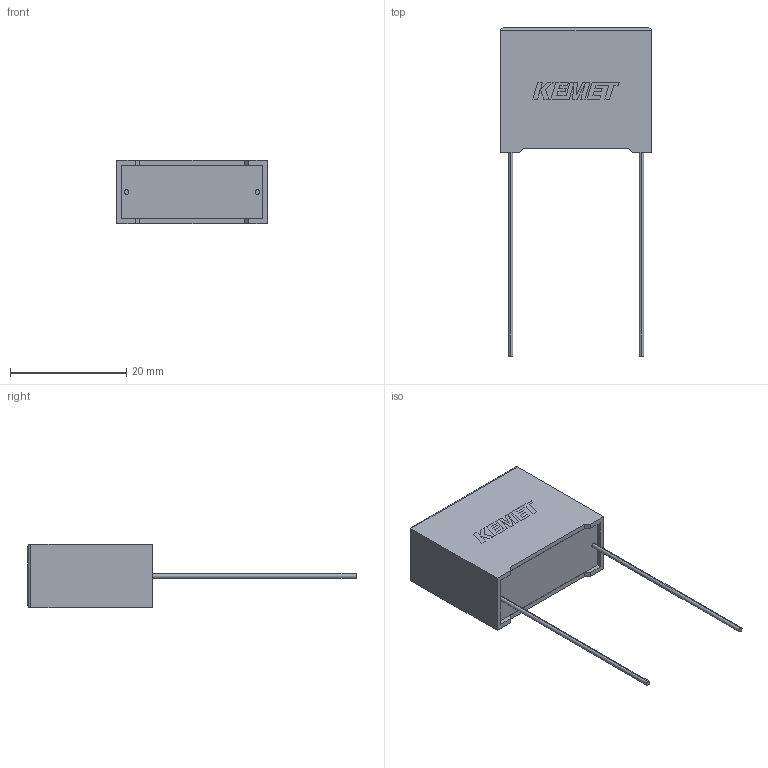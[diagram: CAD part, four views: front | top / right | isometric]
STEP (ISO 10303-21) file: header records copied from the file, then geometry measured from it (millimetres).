
FILE_DESCRIPTION (( 'STEP AP214' ), '1' );
FILE_NAME ('CFR_RB2_26X21.5X11_L26H21.5T11S22.5LL35F0.8.STEP', '2023-01-25T14:45:26', ( '' ), ( '' ), 'SwSTEP 2.0', 'SolidWorks 2021', '' );
FILE_SCHEMA (( 'AUTOMOTIVE_DESIGN' ));
Length unit declared in the file: millimetre
Products named in the file (1): CFR_RB2_26X21.5X11_L26H21.5T11S22.5LL35F0.8
Bounding box: 26 x 56.5 x 11.01 mm (x, y, z)
Volume: 5988.4 mm3; surface area: 2373.1 mm2
Topology: 4 solids, 4 shells, 85 faces, 221 edges, 146 vertices
Faces by surface type: plane 77, cylinder 8
Entity records: 2920 total; most frequent: CARTESIAN_POINT 465, ORIENTED_EDGE 442, DIRECTION 397, EDGE_CURVE 221, LINE 209, VECTOR 209, VERTEX_POINT 146, AXIS2_PLACEMENT_3D 94
